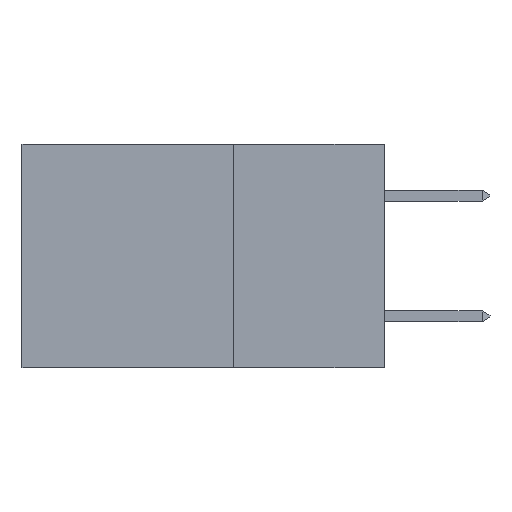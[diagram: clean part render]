
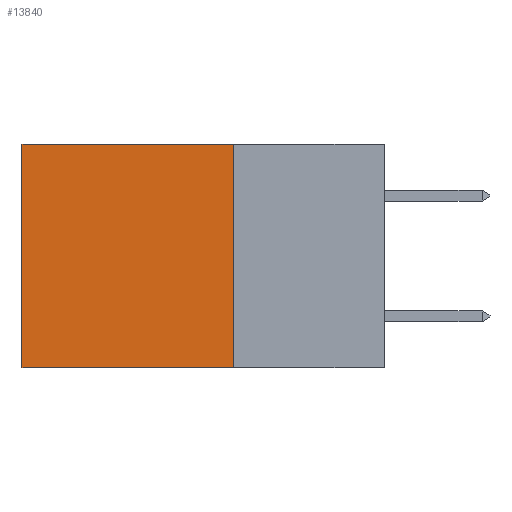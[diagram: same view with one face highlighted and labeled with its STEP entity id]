
A CAD part, left-side view. The second image highlights one B-rep face of the part: STEP entity #13840.
In plain terms, the highlighted planar face has unit normal (-1, 0, 0).
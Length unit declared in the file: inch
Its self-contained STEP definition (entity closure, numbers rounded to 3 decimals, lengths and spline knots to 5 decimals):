
#615 = PLANE ( 'NONE',  #21130 ) ;
#2246 = CARTESIAN_POINT ( 'NONE',  ( 0.2875, 0.25, 0. ) ) ;
#2618 = EDGE_LOOP ( 'NONE', ( #22397, #14273, #24654, #14574 ) ) ;
#4509 = VECTOR ( 'NONE', #20576, 39.37008 ) ;
#5648 = VECTOR ( 'NONE', #14185, 39.37008 ) ;
#6625 = LINE ( 'NONE', #10956, #4509 ) ;
#6706 = CARTESIAN_POINT ( 'NONE',  ( 0.2875, 0.25, -0.37 ) ) ;
#7647 = CARTESIAN_POINT ( 'NONE',  ( 0.2875, 0.6, 0. ) ) ;
#8442 = EDGE_CURVE ( 'NONE', #19154, #16449, #22011, .T. ) ;
#8603 = VECTOR ( 'NONE', #22703, 39.37008 ) ;
#9757 = VERTEX_POINT ( 'NONE', #6706 ) ;
#10577 = VERTEX_POINT ( 'NONE', #23379 ) ;
#10956 = CARTESIAN_POINT ( 'NONE',  ( 0.2875, 0.25, -0.37 ) ) ;
#13096 = LINE ( 'NONE', #7647, #8603 ) ;
#13532 = EDGE_CURVE ( 'NONE', #9757, #10577, #6625, .T. ) ;
#13729 = EDGE_CURVE ( 'NONE', #16449, #10577, #13096, .T. ) ;
#13730 = CARTESIAN_POINT ( 'NONE',  ( 0.2875, 0.25, 0. ) ) ;
#13840 = ADVANCED_FACE ( 'NONE', ( #21548 ), #615, .F. ) ;
#14185 = DIRECTION ( 'NONE',  ( 0., 1., 0. ) ) ;
#14273 = ORIENTED_EDGE ( 'NONE', *, *, #13532, .F. ) ;
#14574 = ORIENTED_EDGE ( 'NONE', *, *, #8442, .T. ) ;
#15734 = CARTESIAN_POINT ( 'NONE',  ( 0.2875, 0.25, 0. ) ) ;
#16010 = DIRECTION ( 'NONE',  ( 0., 0., -1. ) ) ;
#16037 = VECTOR ( 'NONE', #22817, 39.37008 ) ;
#16449 = VERTEX_POINT ( 'NONE', #23757 ) ;
#17155 = EDGE_CURVE ( 'NONE', #19154, #9757, #17405, .T. ) ;
#17405 = LINE ( 'NONE', #24997, #16037 ) ;
#17535 = DIRECTION ( 'NONE',  ( 1., 0., 0. ) ) ;
#19154 = VERTEX_POINT ( 'NONE', #15734 ) ;
#20576 = DIRECTION ( 'NONE',  ( 0., 1., 0. ) ) ;
#21130 = AXIS2_PLACEMENT_3D ( 'NONE', #13730, #17535, #16010 ) ;
#21548 = FACE_OUTER_BOUND ( 'NONE', #2618, .T. ) ;
#22011 = LINE ( 'NONE', #2246, #5648 ) ;
#22397 = ORIENTED_EDGE ( 'NONE', *, *, #13729, .T. ) ;
#22703 = DIRECTION ( 'NONE',  ( 0., 0., -1. ) ) ;
#22817 = DIRECTION ( 'NONE',  ( 0., 0., -1. ) ) ;
#23379 = CARTESIAN_POINT ( 'NONE',  ( 0.2875, 0.6, -0.37 ) ) ;
#23757 = CARTESIAN_POINT ( 'NONE',  ( 0.2875, 0.6, 0. ) ) ;
#24654 = ORIENTED_EDGE ( 'NONE', *, *, #17155, .F. ) ;
#24997 = CARTESIAN_POINT ( 'NONE',  ( 0.2875, 0.25, 0. ) ) ;
